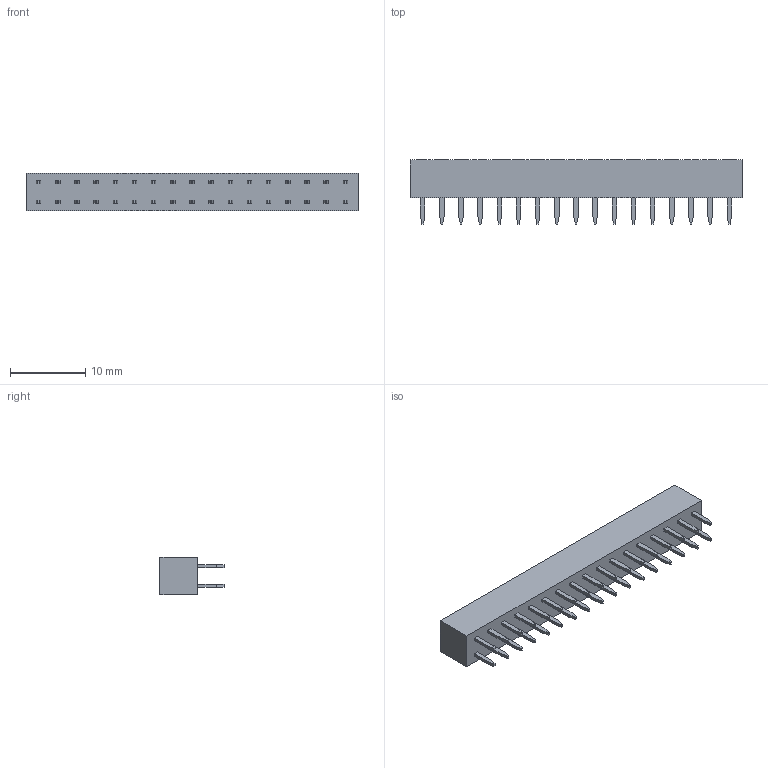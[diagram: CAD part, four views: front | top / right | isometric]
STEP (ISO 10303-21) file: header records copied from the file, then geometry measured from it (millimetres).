
FILE_DESCRIPTION (( 'STEP AP203' ), '1' );
FILE_NAME ('DS1023-34.STEP', '2022-06-26T09:13:41', ( '' ), ( '' ), 'SwSTEP 2.0', 'SolidWorks 2020', '' );
FILE_SCHEMA (( 'CONFIG_CONTROL_DESIGN' ));
Length unit declared in the file: millimetre
Products named in the file (1): DS1023-34
Bounding box: 44 x 8.5 x 5 mm (x, y, z)
Volume: 1050 mm3; surface area: 1468.9 mm2
Topology: 1 solids, 1 shells, 550 faces, 1304 edges, 824 vertices
Faces by surface type: plane 550
Entity records: 15397 total; most frequent: CARTESIAN_POINT 2679, ORIENTED_EDGE 2608, DIRECTION 2406, LINE 1304, EDGE_CURVE 1304, VECTOR 1304, VERTEX_POINT 824, EDGE_LOOP 618
